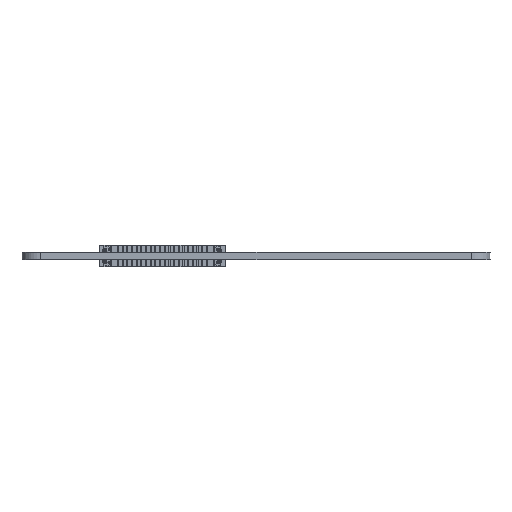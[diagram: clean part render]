
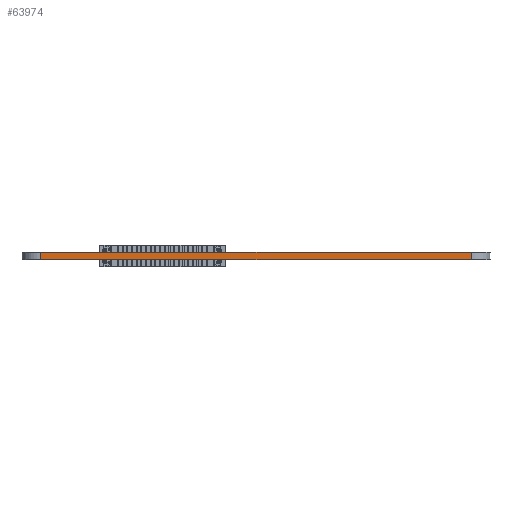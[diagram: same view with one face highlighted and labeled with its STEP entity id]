
A CAD part, left-side view. The second image highlights one B-rep face of the part: STEP entity #63974.
In plain terms, the highlighted planar face has unit normal (-1, 0, 0).
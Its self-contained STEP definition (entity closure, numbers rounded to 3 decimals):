
#63356 = EDGE_CURVE('',#63357,#63359,#63361,.T.);
#63357 = VERTEX_POINT('',#63358);
#63358 = CARTESIAN_POINT('',(25.,-54.,0.));
#63359 = VERTEX_POINT('',#63360);
#63360 = CARTESIAN_POINT('',(25.,-54.,1.51));
#63361 = LINE('',#63362,#63363);
#63362 = CARTESIAN_POINT('',(25.,-54.,0.));
#63363 = VECTOR('',#63364,1.);
#63364 = DIRECTION('',(0.,0.,1.));
#63947 = VERTEX_POINT('',#63948);
#63948 = CARTESIAN_POINT('',(25.,-146.,1.51));
#63955 = EDGE_CURVE('',#63956,#63947,#63958,.T.);
#63956 = VERTEX_POINT('',#63957);
#63957 = CARTESIAN_POINT('',(25.,-146.,0.));
#63958 = LINE('',#63959,#63960);
#63959 = CARTESIAN_POINT('',(25.,-146.,0.));
#63960 = VECTOR('',#63961,1.);
#63961 = DIRECTION('',(0.,0.,1.));
#63974 = ADVANCED_FACE('',(#63975),#63991,.T.);
#63975 = FACE_BOUND('',#63976,.T.);
#63976 = EDGE_LOOP('',(#63977,#63978,#63984,#63985));
#63977 = ORIENTED_EDGE('',*,*,#63955,.T.);
#63978 = ORIENTED_EDGE('',*,*,#63979,.T.);
#63979 = EDGE_CURVE('',#63947,#63359,#63980,.T.);
#63980 = LINE('',#63981,#63982);
#63981 = CARTESIAN_POINT('',(25.,-146.,1.51));
#63982 = VECTOR('',#63983,1.);
#63983 = DIRECTION('',(0.,1.,0.));
#63984 = ORIENTED_EDGE('',*,*,#63356,.F.);
#63985 = ORIENTED_EDGE('',*,*,#63986,.F.);
#63986 = EDGE_CURVE('',#63956,#63357,#63987,.T.);
#63987 = LINE('',#63988,#63989);
#63988 = CARTESIAN_POINT('',(25.,-146.,0.));
#63989 = VECTOR('',#63990,1.);
#63990 = DIRECTION('',(0.,1.,0.));
#63991 = PLANE('',#63992);
#63992 = AXIS2_PLACEMENT_3D('',#63993,#63994,#63995);
#63993 = CARTESIAN_POINT('',(25.,-146.,0.));
#63994 = DIRECTION('',(-1.,0.,0.));
#63995 = DIRECTION('',(0.,1.,0.));
